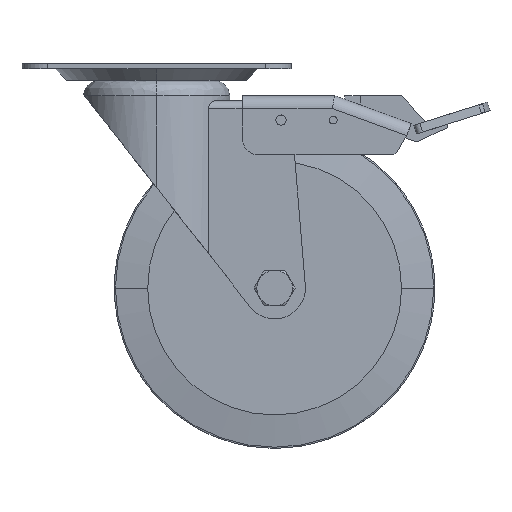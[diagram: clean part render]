
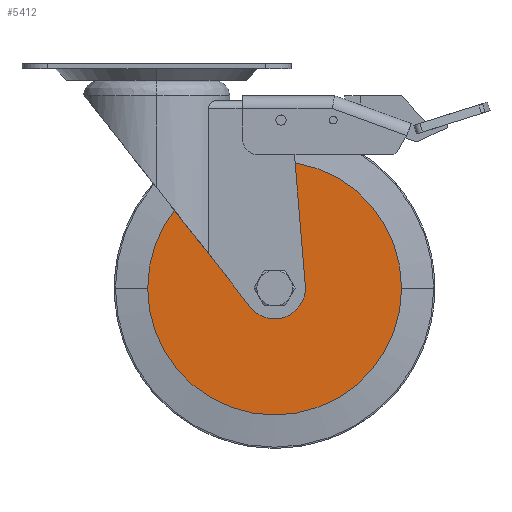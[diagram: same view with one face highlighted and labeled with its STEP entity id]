
A CAD part, front view. The second image highlights one B-rep face of the part: STEP entity #5412.
In plain terms, the highlighted planar face has unit normal (0, -1, 0).
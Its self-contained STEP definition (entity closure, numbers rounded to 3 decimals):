
#282 = DIRECTION ( 'NONE',  ( 0., 1., 0. ) ) ;
#305 = DIRECTION ( 'NONE',  ( -1., 0., 0. ) ) ;
#481 = CARTESIAN_POINT ( 'NONE',  ( 46., -16., -87.5 ) ) ;
#596 = ORIENTED_EDGE ( 'NONE', *, *, #7705, .F. ) ;
#762 = VERTEX_POINT ( 'NONE', #5324 ) ;
#810 = AXIS2_PLACEMENT_3D ( 'NONE', #3937, #1531, #7520 ) ;
#1218 = AXIS2_PLACEMENT_3D ( 'NONE', #3879, #282, #305 ) ;
#1297 = EDGE_CURVE ( 'NONE', #5370, #762, #7064, .T. ) ;
#1404 = ORIENTED_EDGE ( 'NONE', *, *, #1297, .F. ) ;
#1531 = DIRECTION ( 'NONE',  ( 0., -1., 0. ) ) ;
#1677 = VERTEX_POINT ( 'NONE', #4923 ) ;
#1717 = DIRECTION ( 'NONE',  ( -1., 0., 0. ) ) ;
#2377 = CARTESIAN_POINT ( 'NONE',  ( 36.4, -16., -87.5 ) ) ;
#2525 = FACE_OUTER_BOUND ( 'NONE', #6930, .T. ) ;
#2633 = FACE_BOUND ( 'NONE', #4941, .T. ) ;
#2856 = EDGE_CURVE ( 'NONE', #1677, #5622, #5557, .T. ) ;
#3246 = DIRECTION ( 'NONE',  ( -1., 0., 0. ) ) ;
#3433 = AXIS2_PLACEMENT_3D ( 'NONE', #7060, #5315, #1717 ) ;
#3499 = CARTESIAN_POINT ( 'NONE',  ( -3.5, -16., -87.5 ) ) ;
#3879 = CARTESIAN_POINT ( 'NONE',  ( 46., -16., -87.5 ) ) ;
#3937 = CARTESIAN_POINT ( 'NONE',  ( 46., -16., -87.5 ) ) ;
#4410 = CARTESIAN_POINT ( 'NONE',  ( -8.45, -16., -141.95 ) ) ;
#4669 = DIRECTION ( 'NONE',  ( 0., 1., 0. ) ) ;
#4923 = CARTESIAN_POINT ( 'NONE',  ( 95.5, -16., -87.5 ) ) ;
#4941 = EDGE_LOOP ( 'NONE', ( #1404, #5748 ) ) ;
#4947 = ORIENTED_EDGE ( 'NONE', *, *, #2856, .F. ) ;
#5092 = DIRECTION ( 'NONE',  ( 0., 1., 0. ) ) ;
#5315 = DIRECTION ( 'NONE',  ( 0., -1., 0. ) ) ;
#5324 = CARTESIAN_POINT ( 'NONE',  ( 55.6, -16., -87.5 ) ) ;
#5336 = CIRCLE ( 'NONE', #810, 9.6 ) ;
#5370 = VERTEX_POINT ( 'NONE', #2377 ) ;
#5412 = ADVANCED_FACE ( 'NONE', ( #2633, #2525 ), #6863, .F. ) ;
#5461 = AXIS2_PLACEMENT_3D ( 'NONE', #481, #4669, #7135 ) ;
#5557 = CIRCLE ( 'NONE', #5461, 49.5 ) ;
#5622 = VERTEX_POINT ( 'NONE', #3499 ) ;
#5640 = AXIS2_PLACEMENT_3D ( 'NONE', #4410, #5092, #3246 ) ;
#5748 = ORIENTED_EDGE ( 'NONE', *, *, #6765, .F. ) ;
#6585 = CIRCLE ( 'NONE', #1218, 49.5 ) ;
#6765 = EDGE_CURVE ( 'NONE', #762, #5370, #5336, .T. ) ;
#6863 = PLANE ( 'NONE',  #5640 ) ;
#6930 = EDGE_LOOP ( 'NONE', ( #596, #4947 ) ) ;
#7060 = CARTESIAN_POINT ( 'NONE',  ( 46., -16., -87.5 ) ) ;
#7064 = CIRCLE ( 'NONE', #3433, 9.6 ) ;
#7135 = DIRECTION ( 'NONE',  ( -1., 0., 0. ) ) ;
#7520 = DIRECTION ( 'NONE',  ( -1., 0., 0. ) ) ;
#7705 = EDGE_CURVE ( 'NONE', #5622, #1677, #6585, .T. ) ;
